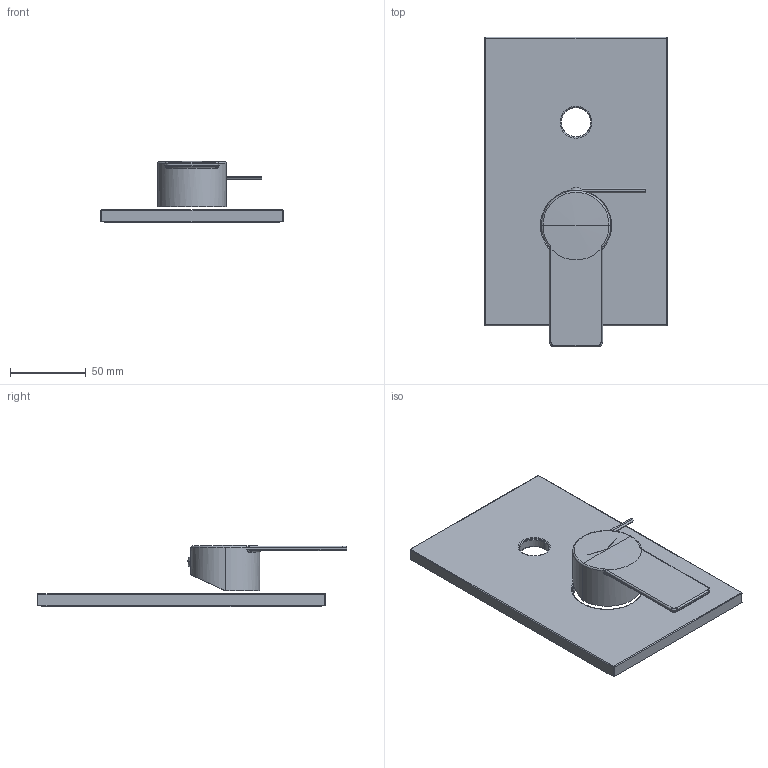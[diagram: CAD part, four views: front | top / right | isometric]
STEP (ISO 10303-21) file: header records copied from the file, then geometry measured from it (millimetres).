
FILE_DESCRIPTION((''),'2;1');
FILE_NAME('TA015CREST_ASM','2021-02-01T07:49:22',('stefano.gianpani'),('PAFFONI SpA'),'CREO PARAMETRIC BY PTC INC, 2020044','CREO PARAMETRIC BY PTC INC, 2020044','');
FILE_SCHEMA(('CONFIG_CONTROL_DESIGN','SHAPE_APPEARANCE_LAYERS_GROUPS'));
Length unit declared in the file: millimetre
Products named in the file (10): 4061272CR; 592305004A2; TCF0691105CR; CHBR25; 8001128_ASM; 4061169CR; 2091320; 2091319; 2091341; TA015CREST_ASM
Assembly tree (9 placements, depth 3):
  TA015CREST_ASM
    4061272CR
    8001128_ASM
      592305004A2
      TCF0691105CR
      CHBR25
    4061169CR
    2091320
    2091319
    2091341
Bounding box: 120 x 204 x 40.5 mm (x, y, z)
Volume: 145330.2 mm3; surface area: 100595.7 mm2
Topology: 8 solids, 10 shells, 246 faces, 565 edges, 346 vertices
Faces by surface type: plane 90, cylinder 81, torus 35, cone 21, bspline 13, sphere 6
Entity records: 9722 total; most frequent: CARTESIAN_POINT 2068, DIRECTION 1290, ORIENTED_EDGE 1114, PRESENTATION_STYLE_ASSIGNMENT 571, STYLED_ITEM 571, CURVE_STYLE 561, EDGE_CURVE 561, AXIS2_PLACEMENT_3D 514
